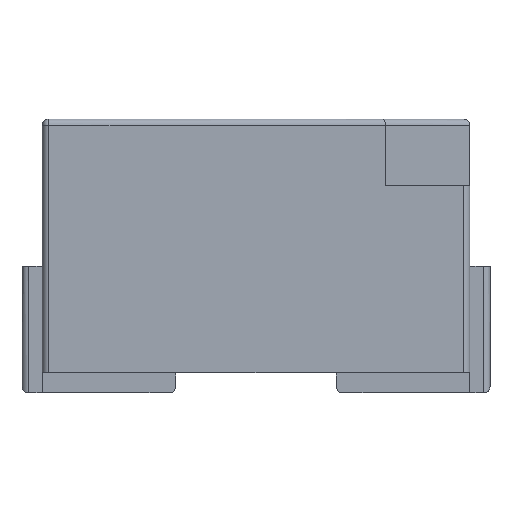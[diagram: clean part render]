
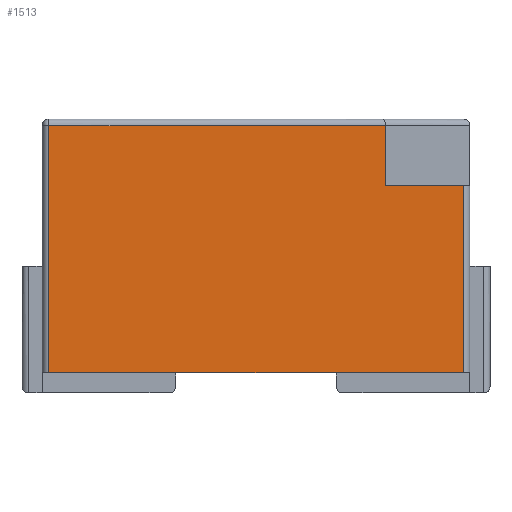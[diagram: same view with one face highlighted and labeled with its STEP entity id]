
A CAD part, left-side view. The second image highlights one B-rep face of the part: STEP entity #1513.
In plain terms, the highlighted planar face has unit normal (-1, 0, 0).
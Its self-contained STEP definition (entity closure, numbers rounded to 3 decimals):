
#19 = VERTEX_POINT ( 'NONE', #207 ) ;
#26 = CARTESIAN_POINT ( 'NONE',  ( 0., 0.631, 1.4 ) ) ;
#55 = VECTOR ( 'NONE', #807, 1000. ) ;
#63 = LINE ( 'NONE', #1045, #184 ) ;
#99 = VERTEX_POINT ( 'NONE', #1342 ) ;
#107 = VERTEX_POINT ( 'NONE', #317 ) ;
#129 = EDGE_CURVE ( 'NONE', #19, #881, #390, .T. ) ;
#184 = VECTOR ( 'NONE', #204, 1000. ) ;
#204 = DIRECTION ( 'NONE',  ( 0., 0., 1. ) ) ;
#207 = CARTESIAN_POINT ( 'NONE',  ( 0., 0.631, 1.85 ) ) ;
#218 = CARTESIAN_POINT ( 'NONE',  ( 0., 0., 1.4 ) ) ;
#234 = EDGE_CURVE ( 'NONE', #107, #1749, #658, .T. ) ;
#247 = EDGE_CURVE ( 'NONE', #99, #1131, #382, .T. ) ;
#255 = ORIENTED_EDGE ( 'NONE', *, *, #234, .F. ) ;
#306 = DIRECTION ( 'NONE',  ( 0., 0., 1. ) ) ;
#317 = CARTESIAN_POINT ( 'NONE',  ( 0., 0.631, 1.4 ) ) ;
#319 = ORIENTED_EDGE ( 'NONE', *, *, #769, .T. ) ;
#340 = ORIENTED_EDGE ( 'NONE', *, *, #247, .T. ) ;
#363 = VECTOR ( 'NONE', #306, 1000. ) ;
#364 = DIRECTION ( 'NONE',  ( 0., 1., 0. ) ) ;
#382 = LINE ( 'NONE', #1802, #55 ) ;
#390 = LINE ( 'NONE', #1067, #609 ) ;
#433 = CARTESIAN_POINT ( 'NONE',  ( 0., 0.05, 1.4 ) ) ;
#491 = VECTOR ( 'NONE', #1691, 1000. ) ;
#524 = CARTESIAN_POINT ( 'NONE',  ( 0., 0.05, 0. ) ) ;
#609 = VECTOR ( 'NONE', #364, 1000. ) ;
#625 = AXIS2_PLACEMENT_3D ( 'NONE', #1165, #1608, #1751 ) ;
#658 = LINE ( 'NONE', #218, #836 ) ;
#686 = EDGE_CURVE ( 'NONE', #107, #19, #1436, .T. ) ;
#769 = EDGE_CURVE ( 'NONE', #881, #99, #1789, .T. ) ;
#807 = DIRECTION ( 'NONE',  ( 0., -1., 0. ) ) ;
#836 = VECTOR ( 'NONE', #1221, 1000. ) ;
#881 = VERTEX_POINT ( 'NONE', #1565 ) ;
#930 = ORIENTED_EDGE ( 'NONE', *, *, #686, .T. ) ;
#1026 = PLANE ( 'NONE',  #625 ) ;
#1035 = FACE_OUTER_BOUND ( 'NONE', #1345, .T. ) ;
#1045 = CARTESIAN_POINT ( 'NONE',  ( 0., 0.05, 1.9 ) ) ;
#1067 = CARTESIAN_POINT ( 'NONE',  ( 0., 0., 1.85 ) ) ;
#1131 = VERTEX_POINT ( 'NONE', #524 ) ;
#1165 = CARTESIAN_POINT ( 'NONE',  ( 0., 0., 1.9 ) ) ;
#1221 = DIRECTION ( 'NONE',  ( 0., -1., 0. ) ) ;
#1342 = CARTESIAN_POINT ( 'NONE',  ( 0., 3.15, 0. ) ) ;
#1345 = EDGE_LOOP ( 'NONE', ( #340, #1539, #255, #930, #1688, #319 ) ) ;
#1436 = LINE ( 'NONE', #26, #363 ) ;
#1513 = ADVANCED_FACE ( 'NONE', ( #1035 ), #1026, .F. ) ;
#1539 = ORIENTED_EDGE ( 'NONE', *, *, #1558, .T. ) ;
#1558 = EDGE_CURVE ( 'NONE', #1131, #1749, #63, .T. ) ;
#1565 = CARTESIAN_POINT ( 'NONE',  ( 0., 3.15, 1.85 ) ) ;
#1608 = DIRECTION ( 'NONE',  ( 1., 0., 0. ) ) ;
#1684 = CARTESIAN_POINT ( 'NONE',  ( 0., 3.15, 1.9 ) ) ;
#1688 = ORIENTED_EDGE ( 'NONE', *, *, #129, .T. ) ;
#1691 = DIRECTION ( 'NONE',  ( 0., 0., -1. ) ) ;
#1749 = VERTEX_POINT ( 'NONE', #433 ) ;
#1751 = DIRECTION ( 'NONE',  ( 0., 1., 0. ) ) ;
#1789 = LINE ( 'NONE', #1684, #491 ) ;
#1802 = CARTESIAN_POINT ( 'NONE',  ( 0., 0., 0. ) ) ;
